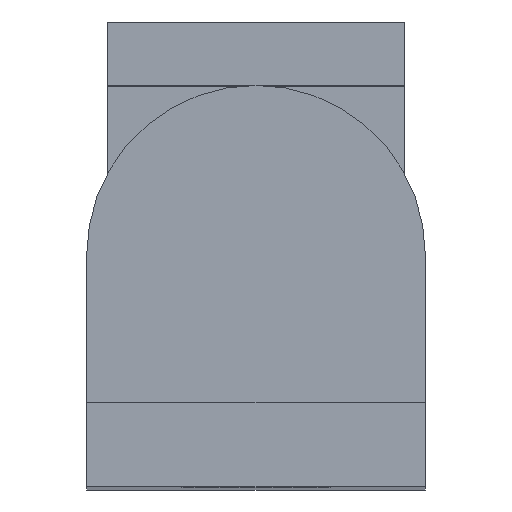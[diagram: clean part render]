
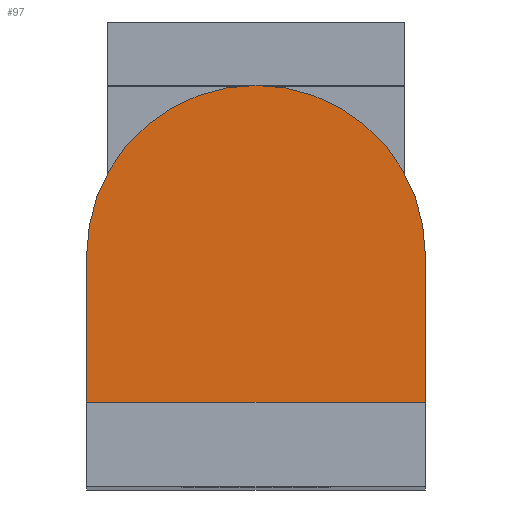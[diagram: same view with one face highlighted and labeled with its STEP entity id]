
A CAD part, top view. The second image highlights one B-rep face of the part: STEP entity #97.
In plain terms, the highlighted planar face has unit normal (0, 0, 1).
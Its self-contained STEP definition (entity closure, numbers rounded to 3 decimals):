
#10 = EDGE_CURVE ( 'NONE', #1136, #872, #725, .T. ) ;
#17 = AXIS2_PLACEMENT_3D ( 'NONE', #988, #770, #115 ) ;
#42 = DIRECTION ( 'NONE',  ( 0., -1., 0. ) ) ;
#61 = CARTESIAN_POINT ( 'NONE',  ( 4., 2., -8. ) ) ;
#81 = CARTESIAN_POINT ( 'NONE',  ( -4., 2., -8. ) ) ;
#97 = ADVANCED_FACE ( 'NONE', ( #554 ), #881, .F. ) ;
#106 = CARTESIAN_POINT ( 'NONE',  ( 0., 5.5, -8. ) ) ;
#115 = DIRECTION ( 'NONE',  ( -1., 0., 0. ) ) ;
#239 = AXIS2_PLACEMENT_3D ( 'NONE', #106, #637, #878 ) ;
#340 = DIRECTION ( 'NONE',  ( -1., 0., 0. ) ) ;
#418 = DIRECTION ( 'NONE',  ( 0., -1., 0. ) ) ;
#466 = VECTOR ( 'NONE', #418, 1000. ) ;
#473 = ORIENTED_EDGE ( 'NONE', *, *, #506, .F. ) ;
#506 = EDGE_CURVE ( 'NONE', #1248, #1136, #1145, .T. ) ;
#534 = VERTEX_POINT ( 'NONE', #81 ) ;
#554 = FACE_OUTER_BOUND ( 'NONE', #1022, .T. ) ;
#582 = CARTESIAN_POINT ( 'NONE',  ( -4., 5.5, -8. ) ) ;
#583 = ORIENTED_EDGE ( 'NONE', *, *, #1071, .F. ) ;
#637 = DIRECTION ( 'NONE',  ( 0., 0., -1. ) ) ;
#679 = ORIENTED_EDGE ( 'NONE', *, *, #845, .T. ) ;
#725 = LINE ( 'NONE', #61, #466 ) ;
#770 = DIRECTION ( 'NONE',  ( 0., 0., -1. ) ) ;
#796 = CARTESIAN_POINT ( 'NONE',  ( 4., 5.5, -8. ) ) ;
#841 = LINE ( 'NONE', #949, #1418 ) ;
#845 = EDGE_CURVE ( 'NONE', #1248, #534, #841, .T. ) ;
#872 = VERTEX_POINT ( 'NONE', #1286 ) ;
#878 = DIRECTION ( 'NONE',  ( -1., 0., 0. ) ) ;
#881 = PLANE ( 'NONE',  #17 ) ;
#888 = ORIENTED_EDGE ( 'NONE', *, *, #10, .F. ) ;
#949 = CARTESIAN_POINT ( 'NONE',  ( -4., 2., -8. ) ) ;
#988 = CARTESIAN_POINT ( 'NONE',  ( 4., 2., -8. ) ) ;
#1022 = EDGE_LOOP ( 'NONE', ( #473, #679, #583, #888 ) ) ;
#1071 = EDGE_CURVE ( 'NONE', #872, #534, #1127, .T. ) ;
#1127 = LINE ( 'NONE', #1331, #1284 ) ;
#1136 = VERTEX_POINT ( 'NONE', #796 ) ;
#1145 = CIRCLE ( 'NONE', #239, 4. ) ;
#1248 = VERTEX_POINT ( 'NONE', #582 ) ;
#1284 = VECTOR ( 'NONE', #340, 1000. ) ;
#1286 = CARTESIAN_POINT ( 'NONE',  ( 4., 2., -8. ) ) ;
#1331 = CARTESIAN_POINT ( 'NONE',  ( 4., 2., -8. ) ) ;
#1418 = VECTOR ( 'NONE', #42, 1000. ) ;
